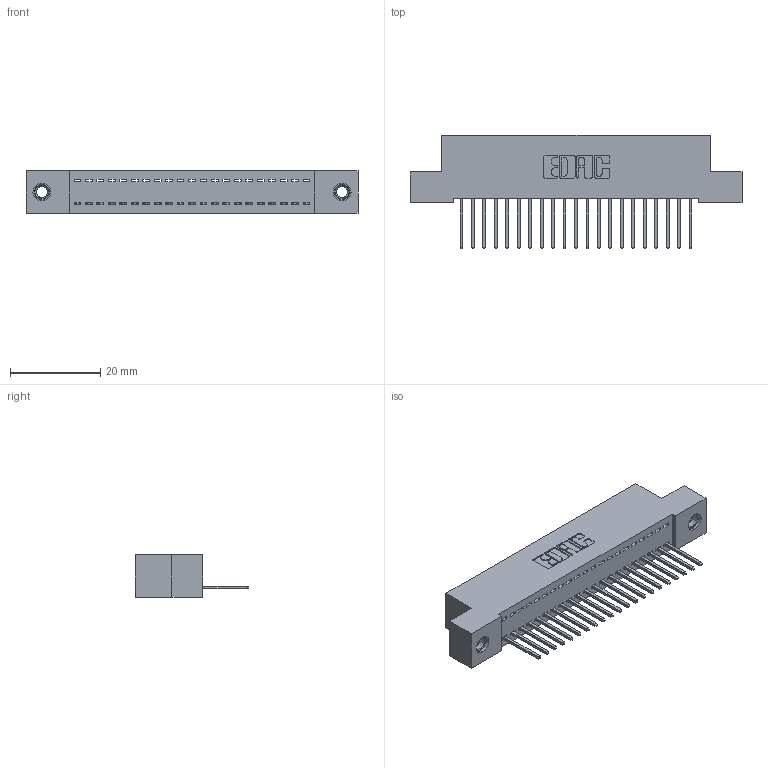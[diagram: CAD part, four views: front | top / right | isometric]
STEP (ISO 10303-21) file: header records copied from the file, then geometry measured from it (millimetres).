
FILE_DESCRIPTION (( 'STEP AP203' ), '1' );
FILE_NAME ('392-021-523-107.STEP', '2019-10-07T05:40:28', ( '' ), ( '' ), 'SwSTEP 2.0', 'SolidWorks 2016', '' );
FILE_SCHEMA (( 'CONFIG_CONTROL_DESIGN' ));
Length unit declared in the file: inch
Products named in the file (4): 342 Part_TI; 345-292-001_345-293-123; 345-250-001_345-250-005-103; 392-021-523-107
Assembly tree (24 placements, depth 2):
  392-021-523-107
    342 Part_TI
    345-292-001_345-293-123  x21
    345-250-001_345-250-005-103  x2
Bounding box: 73.66 x 25.15 x 9.4 mm (x, y, z)
Volume: 6360.3 mm3; surface area: 9000 mm2
Topology: 24 solids, 24 shells, 1388 faces, 4131 edges, 2718 vertices
Faces by surface type: plane 980, cylinder 392, cone 12, torus 4
Entity records: 16626 total; most frequent: CARTESIAN_POINT 2852, ORIENTED_EDGE 2802, DIRECTION 2481, EDGE_CURVE 1401, VECTOR 1253, LINE 1253, VERTEX_POINT 928, AXIS2_PLACEMENT_3D 614
